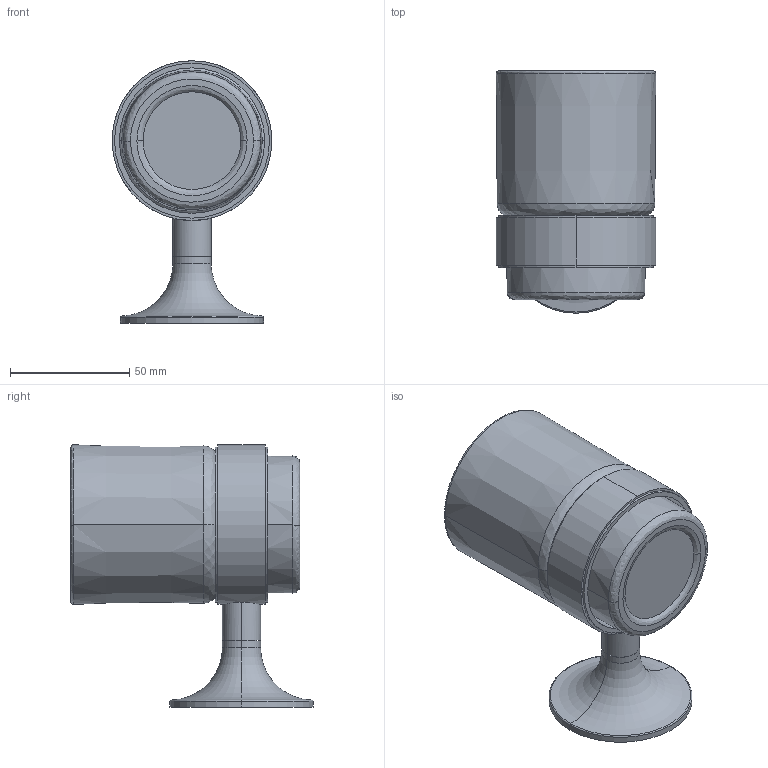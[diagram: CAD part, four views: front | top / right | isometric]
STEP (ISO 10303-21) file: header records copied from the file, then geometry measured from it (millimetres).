
FILE_DESCRIPTION (( 'STEP AP203' ), '1' );
FILE_NAME ('戚遠.STEP', '2024-09-14T01:03:12', ( '' ), ( '' ), 'SwSTEP 2.0', 'SolidWorks 2023', '' );
FILE_SCHEMA (( 'CONFIG_CONTROL_DESIGN' ));
Length unit declared in the file: millimetre
Products named in the file (8): 通用连接轴; 通用台阶垫圈; 通用杯环; 通用底座; 通用垫圈; 杯环; 通用安装板; 玻璃杯子
Assembly tree (7 placements, depth 2):
  杯环
    通用底座
    通用垫圈
    通用台阶垫圈
    通用连接轴
    通用安装板
    通用杯环
    玻璃杯子
Bounding box: 67 x 101.5 x 110.1 mm (x, y, z)
Volume: 91333.5 mm3; surface area: 66768.9 mm2
Topology: 7 solids, 7 shells, 428 faces, 1163 edges, 768 vertices
Faces by surface type: plane 184, cylinder 176, cone 35, bspline 27, torus 6
Entity records: 20655 total; most frequent: CARTESIAN_POINT 9605, ORIENTED_EDGE 2326, DIRECTION 1952, EDGE_CURVE 1163, VERTEX_POINT 768, AXIS2_PLACEMENT_3D 758, EDGE_LOOP 459, LINE 436
